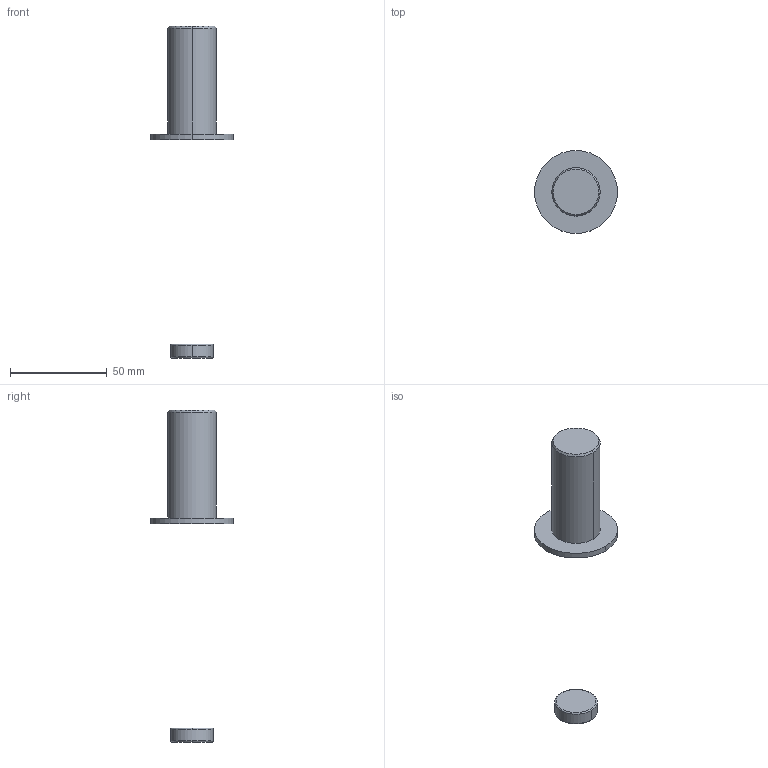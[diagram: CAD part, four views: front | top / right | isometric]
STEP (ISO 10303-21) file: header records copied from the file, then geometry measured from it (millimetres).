
FILE_DESCRIPTION(('no description'),'unknown implementation level');
FILE_NAME('solidqfWQ2pTaVZJlsj8AaXk1cwowv3Q_1.STP',' ',('CIM GmbH Aachen'),('CADClick - KiM GmbH - www.kimweb.de'),'unknown preprocess','ACIS','unknown authorization');
FILE_SCHEMA(('automotive_design'));
Length unit declared in the file: millimetre
Products named in the file (2): 1; 2
Bounding box: 43 x 43 x 172 mm (x, y, z)
Volume: 34503.7 mm3; surface area: 8888.5 mm2
Topology: 2 solids, 2 shells, 30 faces, 75 edges, 50 vertices
Faces by surface type: cylinder 14, plane 10, torus 4, cone 2
Entity records: 2064 total; most frequent: CARTESIAN_POINT 411, DIRECTION 167, STYLED_ITEM 157, PRESENTATION_STYLE_ASSIGNMENT 157, COLOUR_RGB 157, ORIENTED_EDGE 150, EDGE_CURVE 75, CURVE_STYLE 75
